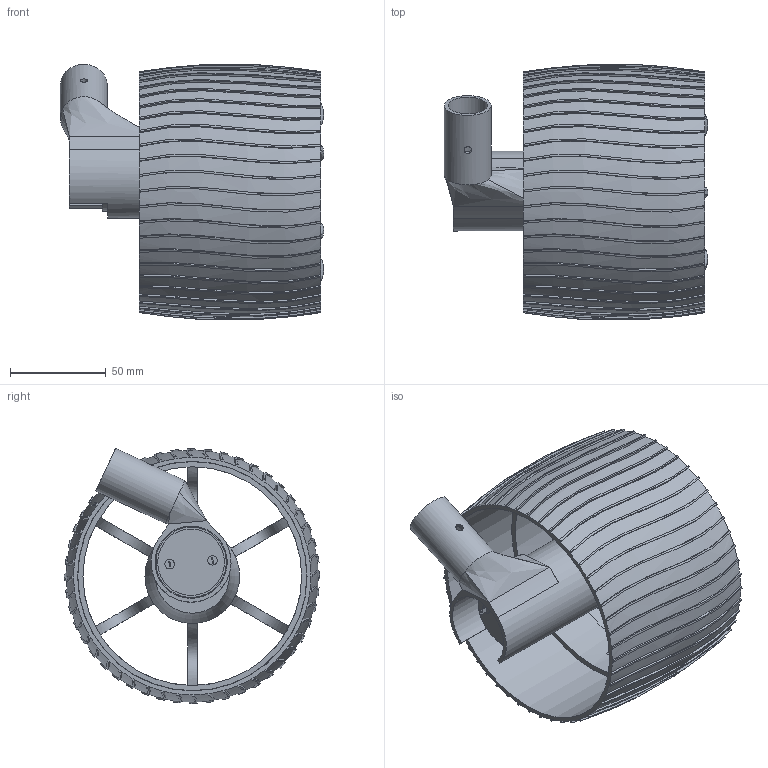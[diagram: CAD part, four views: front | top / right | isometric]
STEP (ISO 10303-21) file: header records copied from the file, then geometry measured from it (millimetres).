
FILE_DESCRIPTION(/* description */ (''),/* implementation_level */ '2;1');
FILE_NAME(/* name */ 'Wheel Assembly Center Left v19.stp',/* time_stamp */ '2020-12-05T18:09:46+01:00',/* author */ (''),/* organization */ (''),/* preprocessor_version */ 'ST-DEVELOPER v18.1',/* originating_system */ 'Autodesk Translation Framework v9.3.0.1241',/* authorisation */ '');
FILE_SCHEMA (('AUTOMOTIVE_DESIGN { 1 0 10303 214 3 1 1 }'));
Length unit declared in the file: millimetre
Products named in the file (6): Wheel Assembly - Center - Left; Moyeu 18mm; Moteur D37; Wheel Motor Support  - Center; WMS - Center - Left; Mars Rover Wheel
Assembly tree (5 placements, depth 3):
  Wheel Assembly - Center - Left
    Moyeu 18mm
    Moteur D37
    Wheel Motor Support  - Center
      WMS - Center - Left
    Mars Rover Wheel
Bounding box: 137.72 x 133.69 x 133.51 mm (x, y, z)
Volume: 342139 mm3; surface area: 157925 mm2
Topology: 6 solids, 6 shells, 379 faces, 1068 edges, 715 vertices
Faces by surface type: bspline 222, plane 106, cylinder 47, torus 3, cone 1
Full cylindrical faces by diameter (mm): 3 x6, 3.2 x6, 4 x2, 4.5 x1, 5 x2, 6 x1, 11 x1, 12 x1, 20.6 x1, 24.6 x1, 34.8 x1, 36.8 x1, 37.8 x1, 41.8 x1, 49.5 x1, 114.373 x1, 119.8 x1, 120 x1
Entity records: 34153 total; most frequent: CARTESIAN_POINT 25180, ORIENTED_EDGE 2148, DIRECTION 1432, EDGE_CURVE 1074, VERTEX_POINT 721, AXIS2_PLACEMENT_3D 501, LINE 430, VECTOR 430
